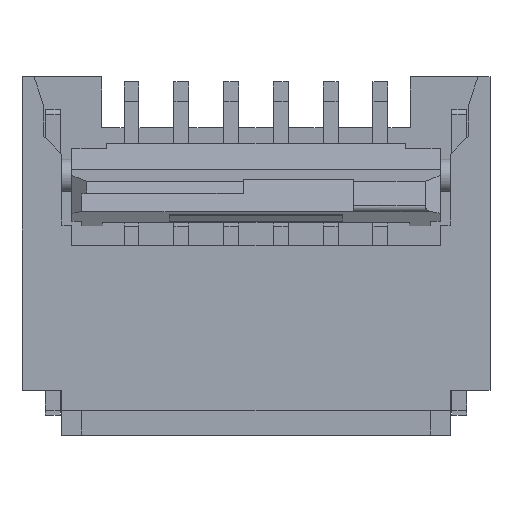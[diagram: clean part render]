
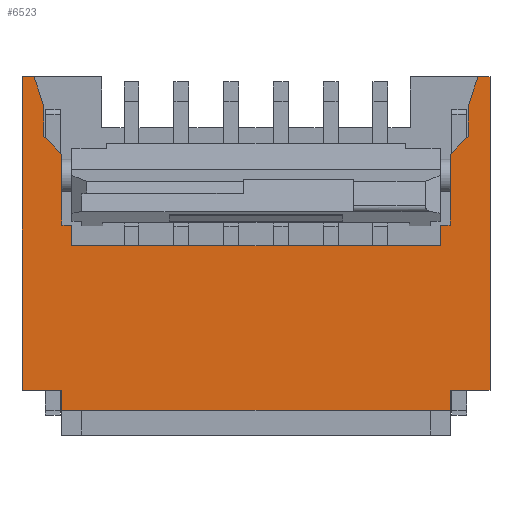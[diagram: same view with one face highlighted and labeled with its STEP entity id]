
A CAD part, top view. The second image highlights one B-rep face of the part: STEP entity #6523.
In plain terms, the highlighted planar face has unit normal (0, 0, 1).
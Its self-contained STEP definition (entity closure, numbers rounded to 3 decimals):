
#193=PLANE('',#6904);
#507=FACE_OUTER_BOUND('',#865,.T.);
#865=EDGE_LOOP('',(#5316,#5317,#5318,#5319,#5320,#5321,#5322,#5323,#5324,
#5325,#5326,#5327,#5328,#5329,#5330,#5331,#5332,#5333,#5334,#5335,#5336,
#5337));
#1101=LINE('',#8876,#1984);
#1149=LINE('',#8974,#2032);
#1247=LINE('',#9170,#2130);
#1271=LINE('',#9218,#2154);
#1613=LINE('',#9934,#2496);
#1615=LINE('',#9938,#2498);
#1617=LINE('',#9942,#2500);
#1619=LINE('',#9946,#2502);
#1621=LINE('',#9950,#2504);
#1623=LINE('',#9953,#2506);
#1624=LINE('',#9955,#2507);
#1625=LINE('',#9957,#2508);
#1626=LINE('',#9959,#2509);
#1627=LINE('',#9961,#2510);
#1628=LINE('',#9962,#2511);
#1629=LINE('',#9964,#2512);
#1630=LINE('',#9966,#2513);
#1631=LINE('',#9968,#2514);
#1632=LINE('',#9970,#2515);
#1633=LINE('',#9972,#2516);
#1634=LINE('',#9974,#2517);
#1635=LINE('',#9975,#2518);
#1984=VECTOR('',#7190,3.15);
#2032=VECTOR('',#7260,3.7);
#2130=VECTOR('',#7380,0.4);
#2154=VECTOR('',#7430,3.15);
#2496=VECTOR('',#7970,0.316);
#2498=VECTOR('',#7974,0.3);
#2500=VECTOR('',#7978,0.255);
#2502=VECTOR('',#7982,0.71);
#2504=VECTOR('',#7986,0.1);
#2506=VECTOR('',#7990,0.21);
#2507=VECTOR('',#7993,0.12);
#2508=VECTOR('',#7994,0.4);
#2509=VECTOR('',#7995,0.2);
#2510=VECTOR('',#7996,3.9);
#2511=VECTOR('',#7997,0.2);
#2512=VECTOR('',#7998,0.12);
#2513=VECTOR('',#7999,0.316);
#2514=VECTOR('',#8000,0.3);
#2515=VECTOR('',#8001,0.255);
#2516=VECTOR('',#8002,0.71);
#2517=VECTOR('',#8003,0.1);
#2518=VECTOR('',#8004,0.21);
#2935=VERTEX_POINT('',#8872);
#2937=VERTEX_POINT('',#8875);
#2975=VERTEX_POINT('',#8971);
#2976=VERTEX_POINT('',#8973);
#3062=VERTEX_POINT('',#9167);
#3063=VERTEX_POINT('',#9169);
#3074=VERTEX_POINT('',#9216);
#3348=VERTEX_POINT('',#9931);
#3349=VERTEX_POINT('',#9933);
#3350=VERTEX_POINT('',#9937);
#3351=VERTEX_POINT('',#9941);
#3352=VERTEX_POINT('',#9945);
#3353=VERTEX_POINT('',#9949);
#3354=VERTEX_POINT('',#9956);
#3355=VERTEX_POINT('',#9958);
#3356=VERTEX_POINT('',#9960);
#3357=VERTEX_POINT('',#9963);
#3358=VERTEX_POINT('',#9965);
#3359=VERTEX_POINT('',#9967);
#3360=VERTEX_POINT('',#9969);
#3361=VERTEX_POINT('',#9971);
#3362=VERTEX_POINT('',#9973);
#3563=EDGE_CURVE('',#2937,#2935,#1101,.T.);
#3611=EDGE_CURVE('',#2975,#2976,#1149,.T.);
#3709=EDGE_CURVE('',#3062,#3063,#1247,.T.);
#3733=EDGE_CURVE('',#3074,#3062,#1271,.T.);
#4095=EDGE_CURVE('',#3348,#3349,#1613,.T.);
#4097=EDGE_CURVE('',#3349,#3350,#1615,.T.);
#4099=EDGE_CURVE('',#3350,#3351,#1617,.T.);
#4101=EDGE_CURVE('',#3351,#3352,#1619,.T.);
#4103=EDGE_CURVE('',#3352,#3353,#1621,.T.);
#4105=EDGE_CURVE('',#3353,#2975,#1623,.T.);
#4106=EDGE_CURVE('',#2937,#3348,#1624,.T.);
#4107=EDGE_CURVE('',#2935,#3354,#1625,.T.);
#4108=EDGE_CURVE('',#3354,#3355,#1626,.T.);
#4109=EDGE_CURVE('',#3355,#3356,#1627,.T.);
#4110=EDGE_CURVE('',#3063,#3356,#1628,.T.);
#4111=EDGE_CURVE('',#3357,#3074,#1629,.T.);
#4112=EDGE_CURVE('',#3358,#3357,#1630,.T.);
#4113=EDGE_CURVE('',#3359,#3358,#1631,.T.);
#4114=EDGE_CURVE('',#3360,#3359,#1632,.T.);
#4115=EDGE_CURVE('',#3361,#3360,#1633,.T.);
#4116=EDGE_CURVE('',#3362,#3361,#1634,.T.);
#4117=EDGE_CURVE('',#2976,#3362,#1635,.T.);
#5316=ORIENTED_EDGE('',*,*,#4106,.F.);
#5317=ORIENTED_EDGE('',*,*,#3563,.T.);
#5318=ORIENTED_EDGE('',*,*,#4107,.T.);
#5319=ORIENTED_EDGE('',*,*,#4108,.T.);
#5320=ORIENTED_EDGE('',*,*,#4109,.T.);
#5321=ORIENTED_EDGE('',*,*,#4110,.F.);
#5322=ORIENTED_EDGE('',*,*,#3709,.F.);
#5323=ORIENTED_EDGE('',*,*,#3733,.F.);
#5324=ORIENTED_EDGE('',*,*,#4111,.F.);
#5325=ORIENTED_EDGE('',*,*,#4112,.F.);
#5326=ORIENTED_EDGE('',*,*,#4113,.F.);
#5327=ORIENTED_EDGE('',*,*,#4114,.F.);
#5328=ORIENTED_EDGE('',*,*,#4115,.F.);
#5329=ORIENTED_EDGE('',*,*,#4116,.F.);
#5330=ORIENTED_EDGE('',*,*,#4117,.F.);
#5331=ORIENTED_EDGE('',*,*,#3611,.F.);
#5332=ORIENTED_EDGE('',*,*,#4105,.F.);
#5333=ORIENTED_EDGE('',*,*,#4103,.F.);
#5334=ORIENTED_EDGE('',*,*,#4101,.F.);
#5335=ORIENTED_EDGE('',*,*,#4099,.F.);
#5336=ORIENTED_EDGE('',*,*,#4097,.F.);
#5337=ORIENTED_EDGE('',*,*,#4095,.F.);
#6523=ADVANCED_FACE('',(#507),#193,.T.);
#6904=AXIS2_PLACEMENT_3D('',#9954,#7991,#7992);
#7190=DIRECTION('',(0.,-1.,0.));
#7260=DIRECTION('',(1.,0.,0.));
#7380=DIRECTION('',(-1.,0.,0.));
#7430=DIRECTION('',(0.,-1.,0.));
#7970=DIRECTION('',(0.316,-0.949,0.));
#7974=DIRECTION('',(0.,-1.,0.));
#7978=DIRECTION('',(0.707,-0.707,0.));
#7982=DIRECTION('',(0.,-1.,0.));
#7986=DIRECTION('',(1.,0.,0.));
#7990=DIRECTION('',(0.,-1.,0.));
#7991=DIRECTION('center_axis',(0.,0.,1.));
#7992=DIRECTION('ref_axis',(1.,0.,0.));
#7993=DIRECTION('',(1.,0.,0.));
#7994=DIRECTION('',(1.,0.,0.));
#7995=DIRECTION('',(0.,-1.,0.));
#7996=DIRECTION('',(1.,0.,0.));
#7997=DIRECTION('',(0.,-1.,0.));
#7998=DIRECTION('',(1.,0.,0.));
#7999=DIRECTION('',(0.316,0.949,0.));
#8000=DIRECTION('',(0.,1.,0.));
#8001=DIRECTION('',(0.707,0.707,0.));
#8002=DIRECTION('',(0.,1.,0.));
#8003=DIRECTION('',(1.,0.,0.));
#8004=DIRECTION('',(0.,1.,0.));
#8872=CARTESIAN_POINT('',(-2.35,1.2,-0.25));
#8875=CARTESIAN_POINT('',(-2.35,4.35,-0.25));
#8876=CARTESIAN_POINT('',(-2.35,4.35,-0.25));
#8971=CARTESIAN_POINT('',(-1.85,2.65,-0.25));
#8973=CARTESIAN_POINT('',(1.85,2.65,-0.25));
#8974=CARTESIAN_POINT('',(-1.85,2.65,-0.25));
#9167=CARTESIAN_POINT('',(2.35,1.2,-0.25));
#9169=CARTESIAN_POINT('',(1.95,1.2,-0.25));
#9170=CARTESIAN_POINT('',(2.35,1.2,-0.25));
#9216=CARTESIAN_POINT('',(2.35,4.35,-0.25));
#9218=CARTESIAN_POINT('',(2.35,4.35,-0.25));
#9931=CARTESIAN_POINT('',(-2.23,4.35,-0.25));
#9933=CARTESIAN_POINT('',(-2.13,4.05,-0.25));
#9934=CARTESIAN_POINT('',(-2.23,4.35,-0.25));
#9937=CARTESIAN_POINT('',(-2.13,3.75,-0.25));
#9938=CARTESIAN_POINT('',(-2.13,4.05,-0.25));
#9941=CARTESIAN_POINT('',(-1.95,3.57,-0.25));
#9942=CARTESIAN_POINT('',(-2.13,3.75,-0.25));
#9945=CARTESIAN_POINT('',(-1.95,2.86,-0.25));
#9946=CARTESIAN_POINT('',(-1.95,3.57,-0.25));
#9949=CARTESIAN_POINT('',(-1.85,2.86,-0.25));
#9950=CARTESIAN_POINT('',(-1.95,2.86,-0.25));
#9953=CARTESIAN_POINT('',(-1.85,2.86,-0.25));
#9954=CARTESIAN_POINT('Origin',(-2.35,4.35,-0.25));
#9955=CARTESIAN_POINT('',(-2.35,4.35,-0.25));
#9956=CARTESIAN_POINT('',(-1.95,1.2,-0.25));
#9957=CARTESIAN_POINT('',(-2.35,1.2,-0.25));
#9958=CARTESIAN_POINT('',(-1.95,1.,-0.25));
#9959=CARTESIAN_POINT('',(-1.95,1.2,-0.25));
#9960=CARTESIAN_POINT('',(1.95,1.,-0.25));
#9961=CARTESIAN_POINT('',(-1.95,1.,-0.25));
#9962=CARTESIAN_POINT('',(1.95,1.2,-0.25));
#9963=CARTESIAN_POINT('',(2.23,4.35,-0.25));
#9964=CARTESIAN_POINT('',(2.23,4.35,-0.25));
#9965=CARTESIAN_POINT('',(2.13,4.05,-0.25));
#9966=CARTESIAN_POINT('',(2.13,4.05,-0.25));
#9967=CARTESIAN_POINT('',(2.13,3.75,-0.25));
#9968=CARTESIAN_POINT('',(2.13,3.75,-0.25));
#9969=CARTESIAN_POINT('',(1.95,3.57,-0.25));
#9970=CARTESIAN_POINT('',(1.95,3.57,-0.25));
#9971=CARTESIAN_POINT('',(1.95,2.86,-0.25));
#9972=CARTESIAN_POINT('',(1.95,2.86,-0.25));
#9973=CARTESIAN_POINT('',(1.85,2.86,-0.25));
#9974=CARTESIAN_POINT('',(1.85,2.86,-0.25));
#9975=CARTESIAN_POINT('',(1.85,2.65,-0.25));
